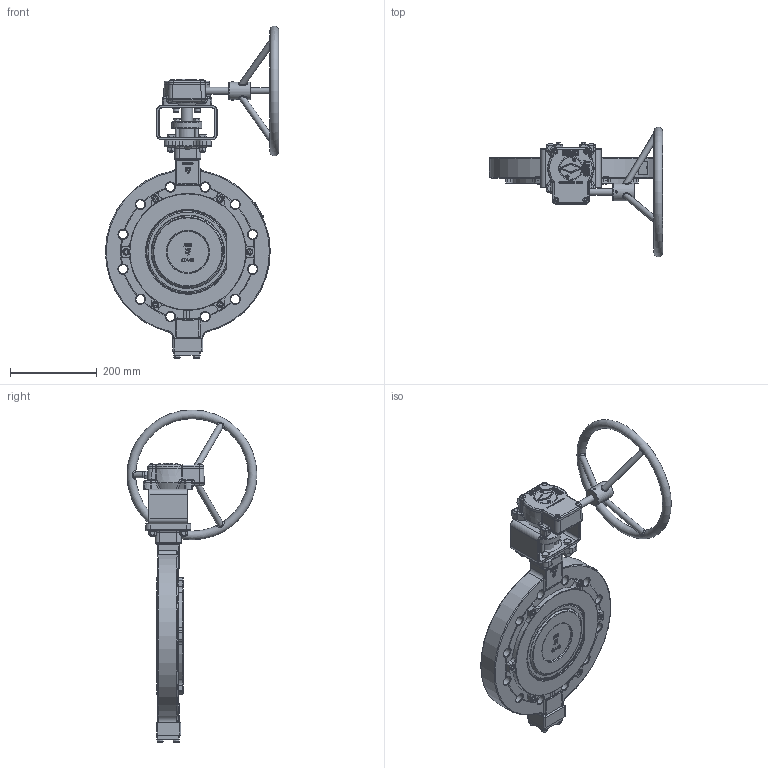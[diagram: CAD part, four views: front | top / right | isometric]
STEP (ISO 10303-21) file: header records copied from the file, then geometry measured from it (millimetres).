
FILE_DESCRIPTION(('HOOPS Exchange Step'),'2;1');
FILE_NAME('AK12_DN200_PN25_Getriebe.stp','2024-11-22T10:48:48+01:00',('nieru'),('Unknown organisation'),'HOOPS Exchange 2024.2','HOOPS Exchange','Unknown authorisation');
FILE_SCHEMA( ('AP203_CONFIGURATION_CONTROLLED_3D_DESIGN_OF_MECHANICAL_PARTS_AND_ASSEMBLIES_MIM_LF') );
Length unit declared in the file: millimetre
Products named in the file (10): 0; root
Assembly tree (9 placements, depth 4):
  root
    0
    0
      0
      0
      0
      0
        0
      0
        0
Bounding box: 400.34 x 300 x 767.4 mm (x, y, z)
Volume: 6126037.3 mm3; surface area: 810893.6 mm2
Topology: 79 solids, 708 shells, 2922 faces, 8583 edges, 6451 vertices
Faces by surface type: bspline 807, plane 782, cylinder 735, cone 300, torus 261, sphere 37
Full cylindrical faces by diameter (mm): 4.2 x2, 6.8 x3, 8 x7, 9 x4, 10 x4, 10.106 x4, 10.5 x4, 11 x4, 12 x4, 13 x13, 14 x3, 14.6 x4, 14.8 x4, 15 x2, 16 x9, 17.15 x1, 18.1 x4, 21 x12, 22 x2, 22.594 x4, 25 x1, 26.689 x1, 35 x1, 40 x1, 41.044 x1, 52 x1, 56 x1, 69.5 x1, 75 x1, 195.6 x1
Entity records: 263009 total; most frequent: CARTESIAN_POINT 188863, ORIENTED_EDGE 14018, DIRECTION 13407, EDGE_CURVE 8506, VERTEX_POINT 6456, AXIS2_PLACEMENT_3D 5380, EDGE_LOOP 3134, FACE_BOUND 3134
